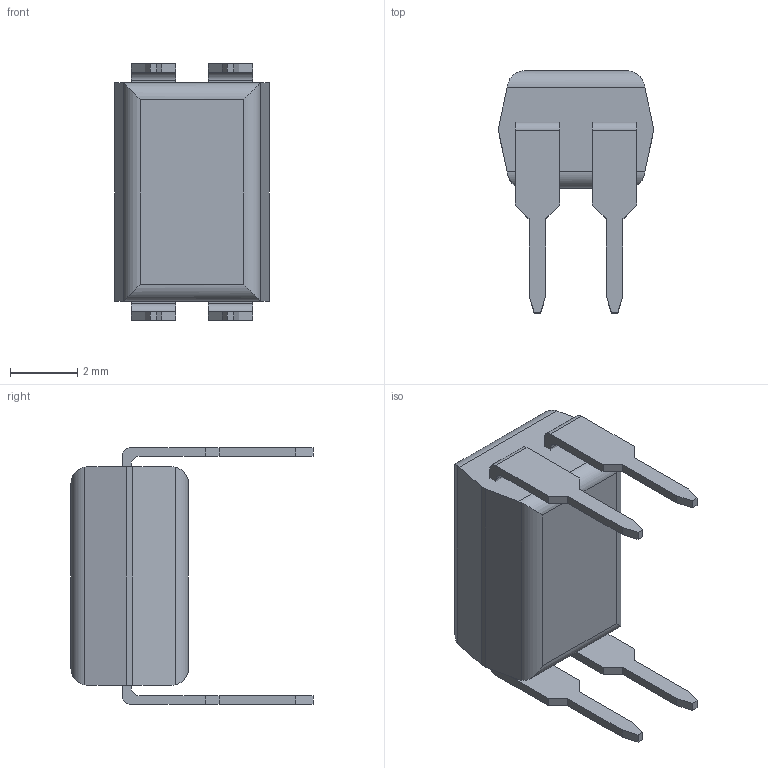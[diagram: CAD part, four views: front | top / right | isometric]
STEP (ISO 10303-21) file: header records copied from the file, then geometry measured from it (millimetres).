
FILE_DESCRIPTION (( 'STEP AP214' ), '1' );
FILE_NAME ('optoacoplador.STEP', '2021-04-18T17:04:24', ( '' ), ( '' ), 'SwSTEP 2.0', 'SolidWorks 2020', '' );
FILE_SCHEMA (( 'AUTOMOTIVE_DESIGN' ));
Length unit declared in the file: millimetre
Products named in the file (1): optoacoplador
Bounding box: 4.6 x 7.21 x 7.65 mm (x, y, z)
Volume: 105.4 mm3; surface area: 215.9 mm2
Topology: 3 solids, 3 shells, 73 faces, 198 edges, 132 vertices
Faces by surface type: plane 55, cylinder 18
Entity records: 3127 total; most frequent: CARTESIAN_POINT 452, ORIENTED_EDGE 396, DIRECTION 350, EDGE_CURVE 198, VECTOR 162, LINE 162, VERTEX_POINT 132, AXIS2_PLACEMENT_3D 94
